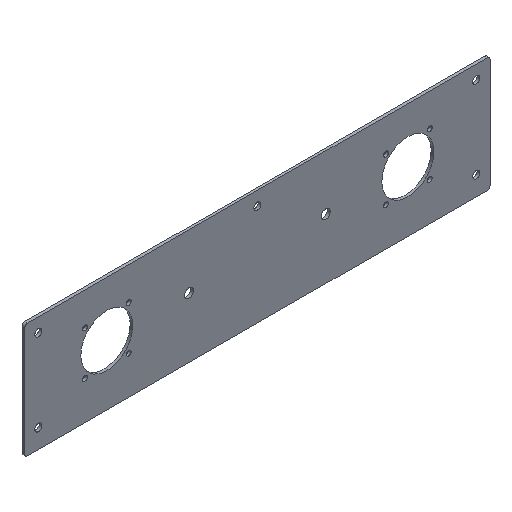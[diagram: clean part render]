
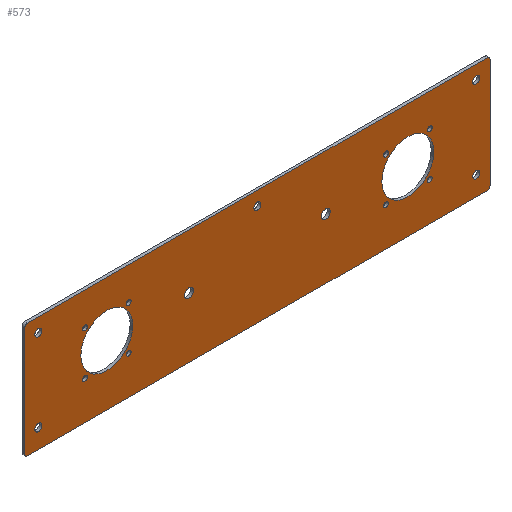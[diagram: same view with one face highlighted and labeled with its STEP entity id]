
A CAD part, isometric view. The second image highlights one B-rep face of the part: STEP entity #573.
In plain terms, the highlighted planar face has unit normal (0, -1, 0).
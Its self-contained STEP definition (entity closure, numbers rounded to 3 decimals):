
#32=FACE_BOUND('',#126,.T.);
#33=FACE_BOUND('',#127,.T.);
#34=FACE_BOUND('',#128,.T.);
#35=FACE_BOUND('',#129,.T.);
#36=FACE_BOUND('',#130,.T.);
#37=FACE_BOUND('',#131,.T.);
#38=FACE_BOUND('',#132,.T.);
#39=FACE_BOUND('',#133,.T.);
#40=FACE_BOUND('',#134,.T.);
#41=FACE_BOUND('',#135,.T.);
#42=FACE_BOUND('',#136,.T.);
#43=FACE_BOUND('',#137,.T.);
#44=FACE_BOUND('',#138,.T.);
#45=FACE_BOUND('',#139,.T.);
#46=FACE_BOUND('',#140,.T.);
#47=FACE_BOUND('',#141,.T.);
#48=FACE_BOUND('',#142,.T.);
#54=PLANE('',#656);
#81=FACE_OUTER_BOUND('',#125,.T.);
#125=EDGE_LOOP('',(#501,#502,#503,#504,#505,#506,#507,#508));
#126=EDGE_LOOP('',(#509));
#127=EDGE_LOOP('',(#510));
#128=EDGE_LOOP('',(#511));
#129=EDGE_LOOP('',(#512));
#130=EDGE_LOOP('',(#513));
#131=EDGE_LOOP('',(#514));
#132=EDGE_LOOP('',(#515));
#133=EDGE_LOOP('',(#516));
#134=EDGE_LOOP('',(#517));
#135=EDGE_LOOP('',(#518));
#136=EDGE_LOOP('',(#519));
#137=EDGE_LOOP('',(#520));
#138=EDGE_LOOP('',(#521));
#139=EDGE_LOOP('',(#522));
#140=EDGE_LOOP('',(#523));
#141=EDGE_LOOP('',(#524));
#142=EDGE_LOOP('',(#525));
#160=LINE('',#936,#193);
#165=LINE('',#950,#198);
#169=LINE('',#962,#202);
#173=LINE('',#974,#206);
#193=VECTOR('',#780,10.);
#198=VECTOR('',#793,10.);
#202=VECTOR('',#805,10.);
#206=VECTOR('',#817,10.);
#209=CIRCLE('',#589,1.75);
#211=CIRCLE('',#592,1.75);
#213=CIRCLE('',#595,1.75);
#215=CIRCLE('',#598,1.75);
#217=CIRCLE('',#601,1.75);
#219=CIRCLE('',#604,1.75);
#221=CIRCLE('',#607,1.75);
#223=CIRCLE('',#610,1.75);
#225=CIRCLE('',#613,2.6);
#227=CIRCLE('',#616,2.6);
#229=CIRCLE('',#619,2.6);
#231=CIRCLE('',#622,2.6);
#233=CIRCLE('',#625,2.6);
#236=CIRCLE('',#629,3.25);
#238=CIRCLE('',#632,19.);
#240=CIRCLE('',#635,19.);
#242=CIRCLE('',#638,3.25);
#243=CIRCLE('',#641,2.);
#245=CIRCLE('',#645,2.);
#247=CIRCLE('',#649,2.);
#249=CIRCLE('',#653,2.);
#251=VERTEX_POINT('',#832);
#253=VERTEX_POINT('',#838);
#255=VERTEX_POINT('',#844);
#257=VERTEX_POINT('',#850);
#259=VERTEX_POINT('',#856);
#261=VERTEX_POINT('',#862);
#263=VERTEX_POINT('',#868);
#265=VERTEX_POINT('',#874);
#267=VERTEX_POINT('',#880);
#269=VERTEX_POINT('',#886);
#271=VERTEX_POINT('',#892);
#273=VERTEX_POINT('',#898);
#275=VERTEX_POINT('',#904);
#278=VERTEX_POINT('',#912);
#280=VERTEX_POINT('',#918);
#282=VERTEX_POINT('',#924);
#284=VERTEX_POINT('',#930);
#285=VERTEX_POINT('',#934);
#286=VERTEX_POINT('',#935);
#289=VERTEX_POINT('',#943);
#291=VERTEX_POINT('',#949);
#293=VERTEX_POINT('',#955);
#295=VERTEX_POINT('',#961);
#297=VERTEX_POINT('',#967);
#299=VERTEX_POINT('',#973);
#301=EDGE_CURVE('',#251,#251,#209,.T.);
#304=EDGE_CURVE('',#253,#253,#211,.T.);
#307=EDGE_CURVE('',#255,#255,#213,.T.);
#310=EDGE_CURVE('',#257,#257,#215,.T.);
#313=EDGE_CURVE('',#259,#259,#217,.T.);
#316=EDGE_CURVE('',#261,#261,#219,.T.);
#319=EDGE_CURVE('',#263,#263,#221,.T.);
#322=EDGE_CURVE('',#265,#265,#223,.T.);
#325=EDGE_CURVE('',#267,#267,#225,.T.);
#328=EDGE_CURVE('',#269,#269,#227,.T.);
#331=EDGE_CURVE('',#271,#271,#229,.T.);
#334=EDGE_CURVE('',#273,#273,#231,.T.);
#337=EDGE_CURVE('',#275,#275,#233,.T.);
#342=EDGE_CURVE('',#278,#278,#236,.T.);
#345=EDGE_CURVE('',#280,#280,#238,.T.);
#348=EDGE_CURVE('',#282,#282,#240,.T.);
#351=EDGE_CURVE('',#284,#284,#242,.T.);
#352=EDGE_CURVE('',#285,#286,#160,.T.);
#356=EDGE_CURVE('',#289,#286,#243,.T.);
#359=EDGE_CURVE('',#289,#291,#165,.T.);
#362=EDGE_CURVE('',#293,#291,#245,.T.);
#365=EDGE_CURVE('',#293,#295,#169,.T.);
#368=EDGE_CURVE('',#297,#295,#247,.T.);
#371=EDGE_CURVE('',#297,#299,#173,.T.);
#374=EDGE_CURVE('',#285,#299,#249,.T.);
#501=ORIENTED_EDGE('',*,*,#374,.F.);
#502=ORIENTED_EDGE('',*,*,#352,.T.);
#503=ORIENTED_EDGE('',*,*,#356,.F.);
#504=ORIENTED_EDGE('',*,*,#359,.T.);
#505=ORIENTED_EDGE('',*,*,#362,.F.);
#506=ORIENTED_EDGE('',*,*,#365,.T.);
#507=ORIENTED_EDGE('',*,*,#368,.F.);
#508=ORIENTED_EDGE('',*,*,#371,.T.);
#509=ORIENTED_EDGE('',*,*,#301,.T.);
#510=ORIENTED_EDGE('',*,*,#304,.T.);
#511=ORIENTED_EDGE('',*,*,#307,.T.);
#512=ORIENTED_EDGE('',*,*,#310,.T.);
#513=ORIENTED_EDGE('',*,*,#313,.T.);
#514=ORIENTED_EDGE('',*,*,#316,.T.);
#515=ORIENTED_EDGE('',*,*,#319,.T.);
#516=ORIENTED_EDGE('',*,*,#322,.T.);
#517=ORIENTED_EDGE('',*,*,#325,.T.);
#518=ORIENTED_EDGE('',*,*,#328,.T.);
#519=ORIENTED_EDGE('',*,*,#331,.T.);
#520=ORIENTED_EDGE('',*,*,#334,.T.);
#521=ORIENTED_EDGE('',*,*,#337,.T.);
#522=ORIENTED_EDGE('',*,*,#351,.F.);
#523=ORIENTED_EDGE('',*,*,#348,.F.);
#524=ORIENTED_EDGE('',*,*,#345,.F.);
#525=ORIENTED_EDGE('',*,*,#342,.F.);
#573=ADVANCED_FACE('',(#81,#32,#33,#34,#35,#36,#37,#38,#39,#40,#41,#42,
#43,#44,#45,#46,#47,#48),#54,.F.);
#589=AXIS2_PLACEMENT_3D('',#833,#661,#662);
#592=AXIS2_PLACEMENT_3D('',#839,#668,#669);
#595=AXIS2_PLACEMENT_3D('',#845,#675,#676);
#598=AXIS2_PLACEMENT_3D('',#851,#682,#683);
#601=AXIS2_PLACEMENT_3D('',#857,#689,#690);
#604=AXIS2_PLACEMENT_3D('',#863,#696,#697);
#607=AXIS2_PLACEMENT_3D('',#869,#703,#704);
#610=AXIS2_PLACEMENT_3D('',#875,#710,#711);
#613=AXIS2_PLACEMENT_3D('',#881,#717,#718);
#616=AXIS2_PLACEMENT_3D('',#887,#724,#725);
#619=AXIS2_PLACEMENT_3D('',#893,#731,#732);
#622=AXIS2_PLACEMENT_3D('',#899,#738,#739);
#625=AXIS2_PLACEMENT_3D('',#905,#745,#746);
#629=AXIS2_PLACEMENT_3D('',#914,#755,#756);
#632=AXIS2_PLACEMENT_3D('',#920,#762,#763);
#635=AXIS2_PLACEMENT_3D('',#926,#769,#770);
#638=AXIS2_PLACEMENT_3D('',#932,#776,#777);
#641=AXIS2_PLACEMENT_3D('',#944,#786,#787);
#645=AXIS2_PLACEMENT_3D('',#956,#798,#799);
#649=AXIS2_PLACEMENT_3D('',#968,#810,#811);
#653=AXIS2_PLACEMENT_3D('',#979,#822,#823);
#656=AXIS2_PLACEMENT_3D('',#982,#828,#829);
#661=DIRECTION('center_axis',(0.,1.,0.));
#662=DIRECTION('ref_axis',(0.,0.,-1.));
#668=DIRECTION('center_axis',(0.,1.,0.));
#669=DIRECTION('ref_axis',(0.,0.,-1.));
#675=DIRECTION('center_axis',(0.,1.,0.));
#676=DIRECTION('ref_axis',(0.,0.,-1.));
#682=DIRECTION('center_axis',(0.,1.,0.));
#683=DIRECTION('ref_axis',(0.,0.,-1.));
#689=DIRECTION('center_axis',(0.,1.,0.));
#690=DIRECTION('ref_axis',(0.,0.,-1.));
#696=DIRECTION('center_axis',(0.,1.,0.));
#697=DIRECTION('ref_axis',(0.,0.,-1.));
#703=DIRECTION('center_axis',(0.,1.,0.));
#704=DIRECTION('ref_axis',(0.,0.,-1.));
#710=DIRECTION('center_axis',(0.,1.,0.));
#711=DIRECTION('ref_axis',(0.,0.,-1.));
#717=DIRECTION('center_axis',(0.,1.,0.));
#718=DIRECTION('ref_axis',(0.,0.,-1.));
#724=DIRECTION('center_axis',(0.,1.,0.));
#725=DIRECTION('ref_axis',(0.,0.,-1.));
#731=DIRECTION('center_axis',(0.,1.,0.));
#732=DIRECTION('ref_axis',(0.,0.,-1.));
#738=DIRECTION('center_axis',(0.,1.,0.));
#739=DIRECTION('ref_axis',(0.,0.,-1.));
#745=DIRECTION('center_axis',(0.,1.,0.));
#746=DIRECTION('ref_axis',(0.,0.,-1.));
#755=DIRECTION('center_axis',(0.,-1.,0.));
#756=DIRECTION('ref_axis',(1.,0.,0.));
#762=DIRECTION('center_axis',(0.,-1.,0.));
#763=DIRECTION('ref_axis',(1.,0.,0.));
#769=DIRECTION('center_axis',(0.,-1.,0.));
#770=DIRECTION('ref_axis',(1.,0.,0.));
#776=DIRECTION('center_axis',(0.,-1.,0.));
#777=DIRECTION('ref_axis',(1.,0.,0.));
#780=DIRECTION('',(-1.,0.,0.));
#786=DIRECTION('center_axis',(0.,1.,0.));
#787=DIRECTION('ref_axis',(-1.,0.,0.));
#793=DIRECTION('',(0.,0.,-1.));
#798=DIRECTION('center_axis',(0.,1.,0.));
#799=DIRECTION('ref_axis',(0.,0.,-1.));
#805=DIRECTION('',(1.,0.,0.));
#810=DIRECTION('center_axis',(0.,1.,0.));
#811=DIRECTION('ref_axis',(1.,0.,0.));
#817=DIRECTION('',(0.,0.,1.));
#822=DIRECTION('center_axis',(0.,1.,0.));
#823=DIRECTION('ref_axis',(0.,0.,1.));
#828=DIRECTION('center_axis',(0.,1.,0.));
#829=DIRECTION('ref_axis',(1.,0.,0.));
#832=CARTESIAN_POINT('',(126.,0.,-64.239));
#833=CARTESIAN_POINT('Origin',(126.,0.,-65.989));
#838=CARTESIAN_POINT('',(94.,0.,-32.239));
#839=CARTESIAN_POINT('Origin',(94.,0.,-33.989));
#844=CARTESIAN_POINT('',(-94.,0.,-64.239));
#845=CARTESIAN_POINT('Origin',(-94.,0.,-65.989));
#850=CARTESIAN_POINT('',(-126.,0.,-32.239));
#851=CARTESIAN_POINT('Origin',(-126.,0.,-33.989));
#856=CARTESIAN_POINT('',(-94.,0.,-32.239));
#857=CARTESIAN_POINT('Origin',(-94.,0.,-33.989));
#862=CARTESIAN_POINT('',(-126.,0.,-64.239));
#863=CARTESIAN_POINT('Origin',(-126.,0.,-65.989));
#868=CARTESIAN_POINT('',(126.,0.,-32.239));
#869=CARTESIAN_POINT('Origin',(126.,0.,-33.989));
#874=CARTESIAN_POINT('',(94.,0.,-64.239));
#875=CARTESIAN_POINT('Origin',(94.,0.,-65.989));
#880=CARTESIAN_POINT('',(-160.,0.,-17.4));
#881=CARTESIAN_POINT('Origin',(-160.,0.,-20.));
#886=CARTESIAN_POINT('',(160.,0.,-17.4));
#887=CARTESIAN_POINT('Origin',(160.,0.,-20.));
#892=CARTESIAN_POINT('',(160.,0.,-77.4));
#893=CARTESIAN_POINT('Origin',(160.,0.,-80.));
#898=CARTESIAN_POINT('',(0.,0.,-17.4));
#899=CARTESIAN_POINT('Origin',(0.,0.,-20.));
#904=CARTESIAN_POINT('',(-160.,0.,-77.4));
#905=CARTESIAN_POINT('Origin',(-160.,0.,-80.));
#912=CARTESIAN_POINT('',(-53.25,0.,-50.));
#914=CARTESIAN_POINT('Origin',(-50.,0.,-50.));
#918=CARTESIAN_POINT('',(91.,0.,-50.));
#920=CARTESIAN_POINT('Origin',(110.,0.,-50.));
#924=CARTESIAN_POINT('',(-129.,0.,-50.));
#926=CARTESIAN_POINT('Origin',(-110.,0.,-50.));
#930=CARTESIAN_POINT('',(46.75,0.,-50.));
#932=CARTESIAN_POINT('Origin',(50.,0.,-50.));
#934=CARTESIAN_POINT('',(168.,0.,-10.));
#935=CARTESIAN_POINT('',(-168.,0.,-10.));
#936=CARTESIAN_POINT('',(168.,0.,-10.));
#943=CARTESIAN_POINT('',(-170.,0.,-12.));
#944=CARTESIAN_POINT('Origin',(-168.,0.,-12.));
#949=CARTESIAN_POINT('',(-170.,0.,-92.));
#950=CARTESIAN_POINT('',(-170.,0.,-12.));
#955=CARTESIAN_POINT('',(-168.,0.,-94.));
#956=CARTESIAN_POINT('Origin',(-168.,0.,-92.));
#961=CARTESIAN_POINT('',(168.,0.,-94.));
#962=CARTESIAN_POINT('',(-168.,0.,-94.));
#967=CARTESIAN_POINT('',(170.,0.,-92.));
#968=CARTESIAN_POINT('Origin',(168.,0.,-92.));
#973=CARTESIAN_POINT('',(170.,0.,-12.));
#974=CARTESIAN_POINT('',(170.,0.,-92.));
#979=CARTESIAN_POINT('Origin',(168.,0.,-12.));
#982=CARTESIAN_POINT('Origin',(0.,0.,-52.));
